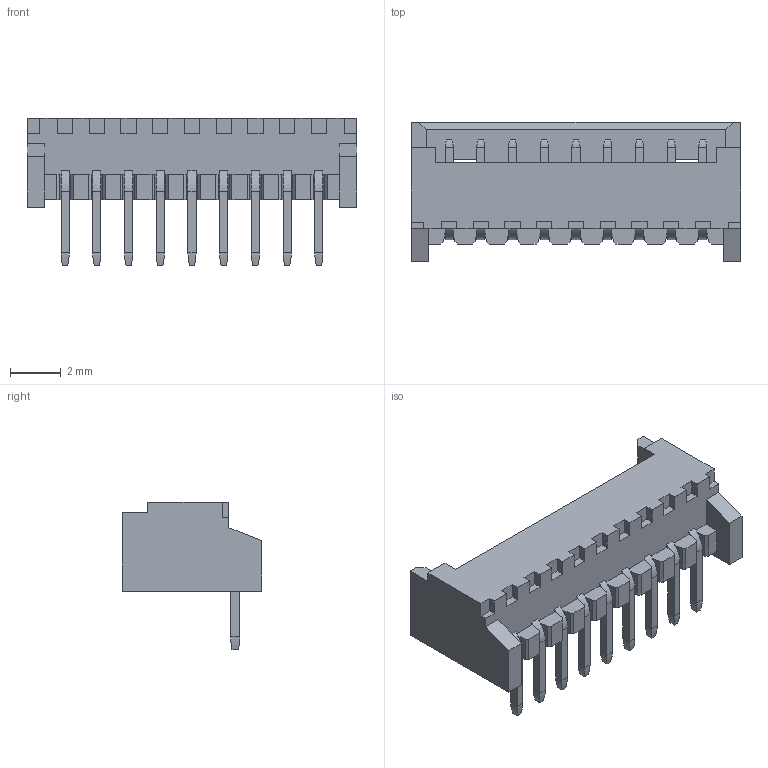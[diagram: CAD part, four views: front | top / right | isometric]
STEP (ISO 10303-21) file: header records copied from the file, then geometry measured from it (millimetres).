
FILE_DESCRIPTION((''),'2;1');
FILE_NAME('530480910','2016-08-16T',('rlalsangi'),(''),'PRO/ENGINEER BY PARAMETRIC TECHNOLOGY CORPORATION, 2012310','PRO/ENGINEER BY PARAMETRIC TECHNOLOGY CORPORATION, 2012310','');
FILE_SCHEMA(('CONFIG_CONTROL_DESIGN'));
Length unit declared in the file: millimetre
Products named in the file (1): 530480910
Bounding box: 13 x 5.5 x 5.8 mm (x, y, z)
Volume: 96.5 mm3; surface area: 373.1 mm2
Topology: 1 solids, 1 shells, 337 faces, 882 edges, 556 vertices
Faces by surface type: plane 256, bspline 72, cylinder 9
Entity records: 11872 total; most frequent: CARTESIAN_POINT 3918, ORIENTED_EDGE 1728, DIRECTION 1396, EDGE_CURVE 864, VECTOR 756, LINE 756, VERTEX_POINT 538, EDGE_LOOP 350
